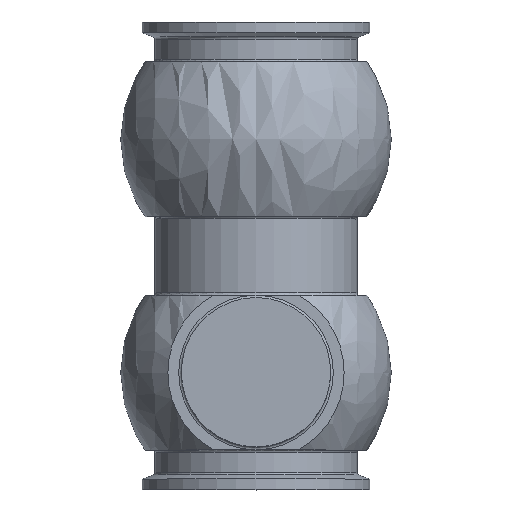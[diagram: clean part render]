
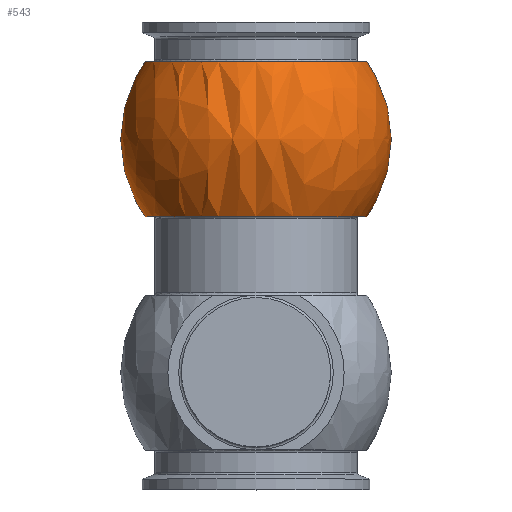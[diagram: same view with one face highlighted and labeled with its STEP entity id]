
A CAD part, top view. The second image highlights one B-rep face of the part: STEP entity #543.
In plain terms, the highlighted spherical face has radius 46.025 mm.
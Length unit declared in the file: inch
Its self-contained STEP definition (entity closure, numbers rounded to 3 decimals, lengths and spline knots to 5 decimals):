
#15=FACE_BOUND('',#124,.T.);
#19=SPHERICAL_SURFACE('',#638,1.812);
#94=FACE_OUTER_BOUND('',#123,.T.);
#123=EDGE_LOOP('',(#437,#438));
#124=EDGE_LOOP('',(#439,#440,#441,#442));
#184=CIRCLE('',#639,1.812);
#185=CIRCLE('',#640,1.48662);
#186=CIRCLE('',#641,1.18014);
#187=CIRCLE('',#642,1.48593);
#188=CIRCLE('',#643,1.18014);
#244=VERTEX_POINT('',#1015);
#245=VERTEX_POINT('',#1016);
#246=VERTEX_POINT('',#1018);
#247=VERTEX_POINT('',#1019);
#248=VERTEX_POINT('',#1021);
#249=VERTEX_POINT('',#1023);
#317=EDGE_CURVE('',#244,#245,#184,.T.);
#318=EDGE_CURVE('',#246,#247,#185,.T.);
#319=EDGE_CURVE('',#247,#248,#186,.T.);
#320=EDGE_CURVE('',#249,#248,#187,.T.);
#321=EDGE_CURVE('',#249,#246,#188,.T.);
#437=ORIENTED_EDGE('',*,*,#317,.T.);
#438=ORIENTED_EDGE('',*,*,#317,.F.);
#439=ORIENTED_EDGE('',*,*,#318,.T.);
#440=ORIENTED_EDGE('',*,*,#319,.T.);
#441=ORIENTED_EDGE('',*,*,#320,.F.);
#442=ORIENTED_EDGE('',*,*,#321,.T.);
#543=ADVANCED_FACE('',(#94,#15),#19,.T.);
#638=AXIS2_PLACEMENT_3D('',#1014,#800,#801);
#639=AXIS2_PLACEMENT_3D('',#1017,#802,#803);
#640=AXIS2_PLACEMENT_3D('',#1020,#804,#805);
#641=AXIS2_PLACEMENT_3D('',#1022,#806,#807);
#642=AXIS2_PLACEMENT_3D('',#1024,#808,#809);
#643=AXIS2_PLACEMENT_3D('',#1025,#810,#811);
#800=DIRECTION('center_axis',(-1.,0.,0.));
#801=DIRECTION('ref_axis',(0.,0.,-1.));
#802=DIRECTION('center_axis',(0.,1.,0.));
#803=DIRECTION('ref_axis',(0.,0.,1.));
#804=DIRECTION('center_axis',(0.,1.,0.));
#805=DIRECTION('ref_axis',(0.,0.,1.));
#806=DIRECTION('center_axis',(0.,0.,1.));
#807=DIRECTION('ref_axis',(1.,0.,0.));
#808=DIRECTION('center_axis',(0.,1.,0.));
#809=DIRECTION('ref_axis',(0.,0.,1.));
#810=DIRECTION('center_axis',(0.,0.,1.));
#811=DIRECTION('ref_axis',(1.,0.,0.));
#1014=CARTESIAN_POINT('Origin',(0.,-1.568,0.));
#1015=CARTESIAN_POINT('',(-1.812,-1.568,0.));
#1016=CARTESIAN_POINT('',(1.812,-1.568,0.));
#1017=CARTESIAN_POINT('Origin',(0.,-1.568,0.));
#1018=CARTESIAN_POINT('',(-0.56518,-2.604,-1.375));
#1019=CARTESIAN_POINT('',(0.56518,-2.604,-1.375));
#1020=CARTESIAN_POINT('Origin',(0.,-2.604,0.));
#1021=CARTESIAN_POINT('',(0.56334,-0.531,-1.375));
#1022=CARTESIAN_POINT('Origin',(0.,-1.568,-1.375));
#1023=CARTESIAN_POINT('',(-0.56334,-0.531,-1.375));
#1024=CARTESIAN_POINT('Origin',(0.,-0.531,0.));
#1025=CARTESIAN_POINT('Origin',(0.,-1.568,-1.375));
